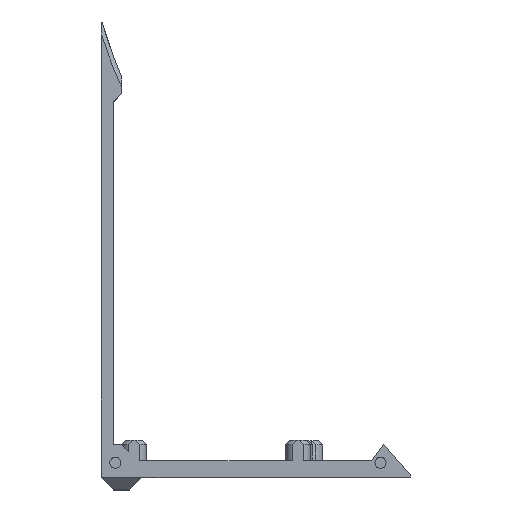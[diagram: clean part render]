
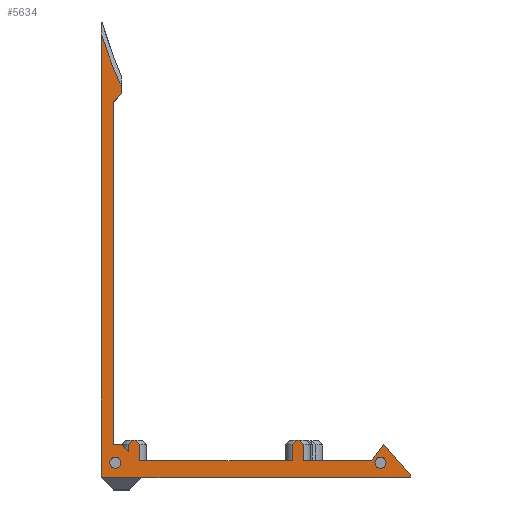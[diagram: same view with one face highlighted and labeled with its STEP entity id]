
A CAD part, top view. The second image highlights one B-rep face of the part: STEP entity #5634.
In plain terms, the highlighted planar face has unit normal (0, 0, 1).
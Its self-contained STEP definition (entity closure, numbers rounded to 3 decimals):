
#186=FACE_BOUND('',#1018,.T.);
#187=FACE_BOUND('',#1019,.T.);
#239=CIRCLE('',#6008,114.);
#240=CIRCLE('',#6009,1.35);
#241=CIRCLE('',#6010,1.35);
#404=PLANE('',#6007);
#669=FACE_OUTER_BOUND('',#1017,.T.);
#1017=EDGE_LOOP('',(#4850,#4851,#4852,#4853,#4854,#4855,#4856,#4857,#4858,
#4859,#4860,#4861,#4862,#4863,#4864,#4865,#4866,#4867,#4868,#4869,#4870,
#4871,#4872,#4873,#4874));
#1018=EDGE_LOOP('',(#4875));
#1019=EDGE_LOOP('',(#4876));
#1209=LINE('',#7732,#1834);
#1331=LINE('',#8259,#1956);
#1334=LINE('',#8265,#1959);
#1349=LINE('',#8296,#1974);
#1566=LINE('',#9844,#2191);
#1569=LINE('',#9864,#2194);
#1573=LINE('',#9876,#2198);
#1576=LINE('',#9883,#2201);
#1579=LINE('',#9903,#2204);
#1583=LINE('',#9913,#2208);
#1619=LINE('',#10043,#2244);
#1620=LINE('',#10045,#2245);
#1623=LINE('',#10057,#2248);
#1624=LINE('',#10059,#2249);
#1628=LINE('',#10069,#2253);
#1631=LINE('',#10074,#2256);
#1632=LINE('',#10075,#2257);
#1639=LINE('',#10090,#2264);
#1640=LINE('',#10092,#2265);
#1641=LINE('',#10094,#2266);
#1642=LINE('',#10096,#2267);
#1643=LINE('',#10099,#2268);
#1644=LINE('',#10100,#2269);
#1645=LINE('',#10101,#2270);
#1834=VECTOR('',#6305,10.);
#1956=VECTOR('',#6467,10.);
#1959=VECTOR('',#6472,10.);
#1974=VECTOR('',#6493,10.);
#2191=VECTOR('',#6884,10.);
#2194=VECTOR('',#6895,10.);
#2198=VECTOR('',#6907,10.);
#2201=VECTOR('',#6912,10.);
#2204=VECTOR('',#6923,10.);
#2208=VECTOR('',#6933,10.);
#2244=VECTOR('',#7055,10.);
#2245=VECTOR('',#7058,10.);
#2248=VECTOR('',#7071,10.);
#2249=VECTOR('',#7074,10.);
#2253=VECTOR('',#7086,10.);
#2256=VECTOR('',#7093,10.);
#2257=VECTOR('',#7094,10.);
#2264=VECTOR('',#7109,10.);
#2265=VECTOR('',#7112,10.);
#2266=VECTOR('',#7113,10.);
#2267=VECTOR('',#7114,10.);
#2268=VECTOR('',#7117,10.);
#2269=VECTOR('',#7118,10.);
#2270=VECTOR('',#7119,10.);
#2495=VERTEX_POINT('',#7729);
#2496=VERTEX_POINT('',#7731);
#2646=VERTEX_POINT('',#8256);
#2647=VERTEX_POINT('',#8258);
#2648=VERTEX_POINT('',#8262);
#2649=VERTEX_POINT('',#8264);
#2661=VERTEX_POINT('',#8293);
#2662=VERTEX_POINT('',#8295);
#2833=VERTEX_POINT('',#9841);
#2834=VERTEX_POINT('',#9843);
#2838=VERTEX_POINT('',#9861);
#2839=VERTEX_POINT('',#9863);
#2843=VERTEX_POINT('',#9875);
#2845=VERTEX_POINT('',#9880);
#2846=VERTEX_POINT('',#9882);
#2850=VERTEX_POINT('',#9900);
#2851=VERTEX_POINT('',#9902);
#2854=VERTEX_POINT('',#9912);
#2889=VERTEX_POINT('',#10041);
#2893=VERTEX_POINT('',#10055);
#2895=VERTEX_POINT('',#10067);
#2899=VERTEX_POINT('',#10088);
#2900=VERTEX_POINT('',#10093);
#2901=VERTEX_POINT('',#10095);
#2902=VERTEX_POINT('',#10097);
#2903=VERTEX_POINT('',#10102);
#2904=VERTEX_POINT('',#10104);
#3045=EDGE_CURVE('',#2496,#2495,#1209,.T.);
#3204=EDGE_CURVE('',#2647,#2646,#1331,.T.);
#3207=EDGE_CURVE('',#2648,#2649,#1334,.T.);
#3222=EDGE_CURVE('',#2662,#2661,#1349,.T.);
#3485=EDGE_CURVE('',#2833,#2834,#1566,.T.);
#3492=EDGE_CURVE('',#2838,#2839,#1569,.T.);
#3498=EDGE_CURVE('',#2843,#2839,#1573,.T.);
#3501=EDGE_CURVE('',#2845,#2846,#1576,.T.);
#3508=EDGE_CURVE('',#2850,#2851,#1579,.T.);
#3513=EDGE_CURVE('',#2854,#2851,#1583,.T.);
#3572=EDGE_CURVE('',#2889,#2845,#1619,.T.);
#3573=EDGE_CURVE('',#2846,#2850,#1620,.T.);
#3579=EDGE_CURVE('',#2893,#2833,#1623,.T.);
#3580=EDGE_CURVE('',#2834,#2838,#1624,.T.);
#3585=EDGE_CURVE('',#2893,#2895,#1628,.T.);
#3588=EDGE_CURVE('',#2889,#2843,#1631,.T.);
#3589=EDGE_CURVE('',#2646,#2854,#1632,.T.);
#3596=EDGE_CURVE('',#2899,#2495,#1639,.T.);
#3597=EDGE_CURVE('',#2895,#2662,#1640,.T.);
#3598=EDGE_CURVE('',#2900,#2661,#1641,.T.);
#3599=EDGE_CURVE('',#2900,#2901,#1642,.T.);
#3600=EDGE_CURVE('',#2901,#2902,#239,.T.);
#3601=EDGE_CURVE('',#2496,#2902,#1643,.T.);
#3602=EDGE_CURVE('',#2899,#2649,#1644,.T.);
#3603=EDGE_CURVE('',#2648,#2647,#1645,.T.);
#3604=EDGE_CURVE('',#2903,#2903,#240,.T.);
#3605=EDGE_CURVE('',#2904,#2904,#241,.T.);
#4850=ORIENTED_EDGE('',*,*,#3485,.F.);
#4851=ORIENTED_EDGE('',*,*,#3579,.F.);
#4852=ORIENTED_EDGE('',*,*,#3585,.T.);
#4853=ORIENTED_EDGE('',*,*,#3597,.T.);
#4854=ORIENTED_EDGE('',*,*,#3222,.T.);
#4855=ORIENTED_EDGE('',*,*,#3598,.F.);
#4856=ORIENTED_EDGE('',*,*,#3599,.T.);
#4857=ORIENTED_EDGE('',*,*,#3600,.T.);
#4858=ORIENTED_EDGE('',*,*,#3601,.F.);
#4859=ORIENTED_EDGE('',*,*,#3045,.T.);
#4860=ORIENTED_EDGE('',*,*,#3596,.F.);
#4861=ORIENTED_EDGE('',*,*,#3602,.T.);
#4862=ORIENTED_EDGE('',*,*,#3207,.F.);
#4863=ORIENTED_EDGE('',*,*,#3603,.T.);
#4864=ORIENTED_EDGE('',*,*,#3204,.T.);
#4865=ORIENTED_EDGE('',*,*,#3589,.T.);
#4866=ORIENTED_EDGE('',*,*,#3513,.T.);
#4867=ORIENTED_EDGE('',*,*,#3508,.F.);
#4868=ORIENTED_EDGE('',*,*,#3573,.F.);
#4869=ORIENTED_EDGE('',*,*,#3501,.F.);
#4870=ORIENTED_EDGE('',*,*,#3572,.F.);
#4871=ORIENTED_EDGE('',*,*,#3588,.T.);
#4872=ORIENTED_EDGE('',*,*,#3498,.T.);
#4873=ORIENTED_EDGE('',*,*,#3492,.F.);
#4874=ORIENTED_EDGE('',*,*,#3580,.F.);
#4875=ORIENTED_EDGE('',*,*,#3604,.T.);
#4876=ORIENTED_EDGE('',*,*,#3605,.T.);
#5634=ADVANCED_FACE('',(#669,#186,#187),#404,.T.);
#6007=AXIS2_PLACEMENT_3D('',#10091,#7110,#7111);
#6008=AXIS2_PLACEMENT_3D('',#10098,#7115,#7116);
#6009=AXIS2_PLACEMENT_3D('',#10103,#7120,#7121);
#6010=AXIS2_PLACEMENT_3D('',#10105,#7122,#7123);
#6305=DIRECTION('',(0.,-1.,0.));
#6467=DIRECTION('',(-0.598,-0.802,0.));
#6472=DIRECTION('',(-0.414,-0.911,0.));
#6493=DIRECTION('',(0.,1.,0.));
#6884=DIRECTION('',(0.707,0.707,0.));
#6895=DIRECTION('',(0.707,-0.707,0.));
#6907=DIRECTION('',(0.,1.,0.));
#6912=DIRECTION('',(0.707,0.707,0.));
#6923=DIRECTION('',(0.707,-0.707,0.));
#6933=DIRECTION('',(0.,1.,0.));
#7055=DIRECTION('',(0.,1.,0.));
#7058=DIRECTION('',(1.,0.,0.));
#7071=DIRECTION('',(0.,1.,0.));
#7074=DIRECTION('',(1.,0.,0.));
#7086=DIRECTION('',(-0.707,0.707,0.));
#7093=DIRECTION('',(-1.,0.,0.));
#7094=DIRECTION('',(-1.,0.,0.));
#7109=DIRECTION('',(-1.,0.,0.));
#7110=DIRECTION('center_axis',(0.,0.,1.));
#7111=DIRECTION('ref_axis',(1.,0.,0.));
#7112=DIRECTION('',(-1.,0.,0.));
#7113=DIRECTION('',(-0.707,-0.707,0.));
#7114=DIRECTION('',(0.,1.,0.));
#7115=DIRECTION('center_axis',(0.,0.,-1.));
#7116=DIRECTION('ref_axis',(-0.962,-0.272,0.));
#7117=DIRECTION('',(0.989,0.15,0.));
#7118=DIRECTION('',(1.,0.,0.));
#7119=DIRECTION('',(-0.658,0.753,0.));
#7120=DIRECTION('center_axis',(0.,0.,-1.));
#7121=DIRECTION('ref_axis',(1.,0.,0.));
#7122=DIRECTION('center_axis',(0.,0.,-1.));
#7123=DIRECTION('ref_axis',(1.,0.,0.));
#7729=CARTESIAN_POINT('',(-109.,-33.,92.));
#7731=CARTESIAN_POINT('',(-109.,74.908,92.));
#7732=CARTESIAN_POINT('',(-109.,154.149,92.));
#8256=CARTESIAN_POINT('',(-42.858,-29.,92.));
#8258=CARTESIAN_POINT('',(-39.929,-25.071,92.));
#8259=CARTESIAN_POINT('',(-39.929,-25.071,92.));
#8262=CARTESIAN_POINT('',(-33.263,-32.699,92.));
#8264=CARTESIAN_POINT('',(-33.4,-33.,92.));
#8265=CARTESIAN_POINT('',(-26.02,-16.749,92.));
#8293=CARTESIAN_POINT('',(-106.,58.807,92.));
#8295=CARTESIAN_POINT('',(-106.,-25.071,92.));
#8296=CARTESIAN_POINT('',(-106.,19.984,92.));
#9841=CARTESIAN_POINT('',(-102.31,-25.,92.));
#9843=CARTESIAN_POINT('',(-101.31,-24.,92.));
#9844=CARTESIAN_POINT('',(-82.207,-4.897,92.));
#9861=CARTESIAN_POINT('',(-100.61,-24.,92.));
#9863=CARTESIAN_POINT('',(-99.61,-25.,92.));
#9864=CARTESIAN_POINT('',(-104.732,-19.877,92.));
#9875=CARTESIAN_POINT('',(-99.61,-29.,92.));
#9876=CARTESIAN_POINT('',(-99.61,-29.,92.));
#9880=CARTESIAN_POINT('',(-62.241,-25.,92.));
#9882=CARTESIAN_POINT('',(-61.241,-24.,92.));
#9883=CARTESIAN_POINT('',(-52.156,-14.915,92.));
#9900=CARTESIAN_POINT('',(-60.541,-24.,92.));
#9902=CARTESIAN_POINT('',(-59.541,-25.,92.));
#9903=CARTESIAN_POINT('',(-74.681,-9.86,92.));
#9912=CARTESIAN_POINT('',(-59.541,-29.,92.));
#9913=CARTESIAN_POINT('',(-59.541,-29.,92.));
#10041=CARTESIAN_POINT('',(-62.241,-29.,92.));
#10043=CARTESIAN_POINT('',(-62.241,-29.,92.));
#10045=CARTESIAN_POINT('',(-99.,-24.,92.));
#10055=CARTESIAN_POINT('',(-102.31,-26.761,92.));
#10057=CARTESIAN_POINT('',(-102.31,-29.,92.));
#10059=CARTESIAN_POINT('',(-102.31,-24.,92.));
#10067=CARTESIAN_POINT('',(-104.,-25.071,92.));
#10069=CARTESIAN_POINT('',(-100.071,-29.,92.));
#10074=CARTESIAN_POINT('',(-42.858,-29.,92.));
#10075=CARTESIAN_POINT('',(-42.858,-29.,92.));
#10088=CARTESIAN_POINT('',(-99.,-33.,92.));
#10090=CARTESIAN_POINT('',(-87.5,-33.,92.));
#10091=CARTESIAN_POINT('Origin',(-71.,23.1,92.));
#10092=CARTESIAN_POINT('',(-87.5,-25.071,92.));
#10093=CARTESIAN_POINT('',(-104.,60.807,92.));
#10094=CARTESIAN_POINT('',(-105.677,59.131,92.));
#10095=CARTESIAN_POINT('',(-104.,62.31,92.));
#10096=CARTESIAN_POINT('',(-104.,-29.,92.));
#10097=CARTESIAN_POINT('',(-108.793,74.94,92.));
#10098=CARTESIAN_POINT('Origin',(0.,109.,92.));
#10099=CARTESIAN_POINT('',(-94.205,77.147,92.));
#10100=CARTESIAN_POINT('',(-109.,-33.,92.));
#10101=CARTESIAN_POINT('',(-33.,-33.,92.));
#10102=CARTESIAN_POINT('',(-106.85,-29.5,92.));
#10103=CARTESIAN_POINT('Origin',(-105.5,-29.5,92.));
#10104=CARTESIAN_POINT('',(-42.057,-29.5,92.));
#10105=CARTESIAN_POINT('Origin',(-40.707,-29.5,92.));
